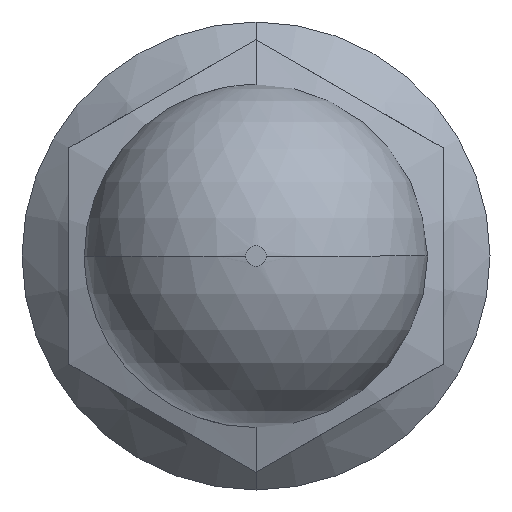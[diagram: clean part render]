
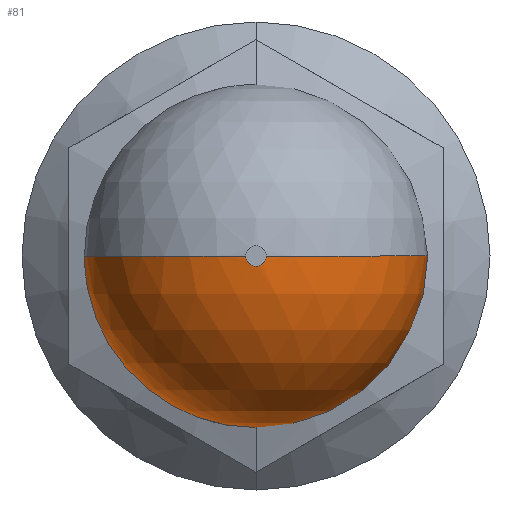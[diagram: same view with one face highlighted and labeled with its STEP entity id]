
A CAD part, front view. The second image highlights one B-rep face of the part: STEP entity #81.
In plain terms, the highlighted spherical face has radius 11 mm.
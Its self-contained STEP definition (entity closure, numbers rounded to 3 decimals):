
#12 = DIRECTION ( 'NONE',  ( 0., 0., 1. ) ) ;
#15 = DIRECTION ( 'NONE',  ( 0., 1., 0. ) ) ;
#19 = CARTESIAN_POINT ( 'NONE',  ( 0., -13., 0. ) ) ;
#81 = ADVANCED_FACE ( 'NONE', ( #927 ), #931, .T. ) ;
#210 = ORIENTED_EDGE ( 'NONE', *, *, #770, .F. ) ;
#232 = ORIENTED_EDGE ( 'NONE', *, *, #747, .F. ) ;
#239 = AXIS2_PLACEMENT_3D ( 'NONE', #842, #858, #757 ) ;
#305 = CIRCLE ( 'NONE', #1120, 7.5 ) ;
#338 = CIRCLE ( 'NONE', #1130, 11. ) ;
#410 = EDGE_LOOP ( 'NONE', ( #232, #1327, #1119, #939, #210 ) ) ;
#495 = CARTESIAN_POINT ( 'NONE',  ( 0.663, -32.027, 0. ) ) ;
#510 = CARTESIAN_POINT ( 'NONE',  ( -0.663, -32.027, 0. ) ) ;
#519 = CARTESIAN_POINT ( 'NONE',  ( 7.5, -13., 0. ) ) ;
#525 = CARTESIAN_POINT ( 'NONE',  ( -7.5, -13., 0. ) ) ;
#560 = CIRCLE ( 'NONE', #1152, 11. ) ;
#574 = EDGE_CURVE ( 'NONE', #783, #1164, #650, .T. ) ;
#577 = EDGE_CURVE ( 'NONE', #1116, #1191, #656, .T. ) ;
#650 = CIRCLE ( 'NONE', #1313, 7.5 ) ;
#656 = CIRCLE ( 'NONE', #1310, 0.663 ) ;
#747 = EDGE_CURVE ( 'NONE', #1116, #1218, #560, .T. ) ;
#757 = DIRECTION ( 'NONE',  ( -1., 0., 0. ) ) ;
#767 = EDGE_CURVE ( 'NONE', #1191, #1164, #338, .T. ) ;
#770 = EDGE_CURVE ( 'NONE', #1218, #783, #305, .T. ) ;
#783 = VERTEX_POINT ( 'NONE', #1011 ) ;
#842 = CARTESIAN_POINT ( 'NONE',  ( 0., -21.047, 0. ) ) ;
#858 = DIRECTION ( 'NONE',  ( 0., 0., 1. ) ) ;
#927 = FACE_OUTER_BOUND ( 'NONE', #410, .T. ) ;
#931 = SPHERICAL_SURFACE ( 'NONE', #239, 11. ) ;
#939 = ORIENTED_EDGE ( 'NONE', *, *, #574, .F. ) ;
#993 = DIRECTION ( 'NONE',  ( 1., 0., 0. ) ) ;
#1001 = CARTESIAN_POINT ( 'NONE',  ( 0., -21.047, 0. ) ) ;
#1011 = CARTESIAN_POINT ( 'NONE',  ( 0., -13., -7.5 ) ) ;
#1059 = DIRECTION ( 'NONE',  ( -1., 0., 0. ) ) ;
#1067 = DIRECTION ( 'NONE',  ( 0., 0., -1. ) ) ;
#1114 = DIRECTION ( 'NONE',  ( 0., 0., 1. ) ) ;
#1116 = VERTEX_POINT ( 'NONE', #495 ) ;
#1119 = ORIENTED_EDGE ( 'NONE', *, *, #767, .T. ) ;
#1120 = AXIS2_PLACEMENT_3D ( 'NONE', #1207, #1134, #1127 ) ;
#1127 = DIRECTION ( 'NONE',  ( 0., 0., 1. ) ) ;
#1130 = AXIS2_PLACEMENT_3D ( 'NONE', #1001, #1067, #1059 ) ;
#1132 = DIRECTION ( 'NONE',  ( 0., 0., 1. ) ) ;
#1134 = DIRECTION ( 'NONE',  ( 0., 1., 0. ) ) ;
#1152 = AXIS2_PLACEMENT_3D ( 'NONE', #1166, #1114, #993 ) ;
#1164 = VERTEX_POINT ( 'NONE', #525 ) ;
#1166 = CARTESIAN_POINT ( 'NONE',  ( 0., -21.047, 0. ) ) ;
#1191 = VERTEX_POINT ( 'NONE', #510 ) ;
#1207 = CARTESIAN_POINT ( 'NONE',  ( 0., -13., 0. ) ) ;
#1218 = VERTEX_POINT ( 'NONE', #519 ) ;
#1310 = AXIS2_PLACEMENT_3D ( 'NONE', #1340, #1365, #1132 ) ;
#1313 = AXIS2_PLACEMENT_3D ( 'NONE', #19, #15, #12 ) ;
#1327 = ORIENTED_EDGE ( 'NONE', *, *, #577, .T. ) ;
#1340 = CARTESIAN_POINT ( 'NONE',  ( 0., -32.027, 0. ) ) ;
#1365 = DIRECTION ( 'NONE',  ( 0., 1., 0. ) ) ;
